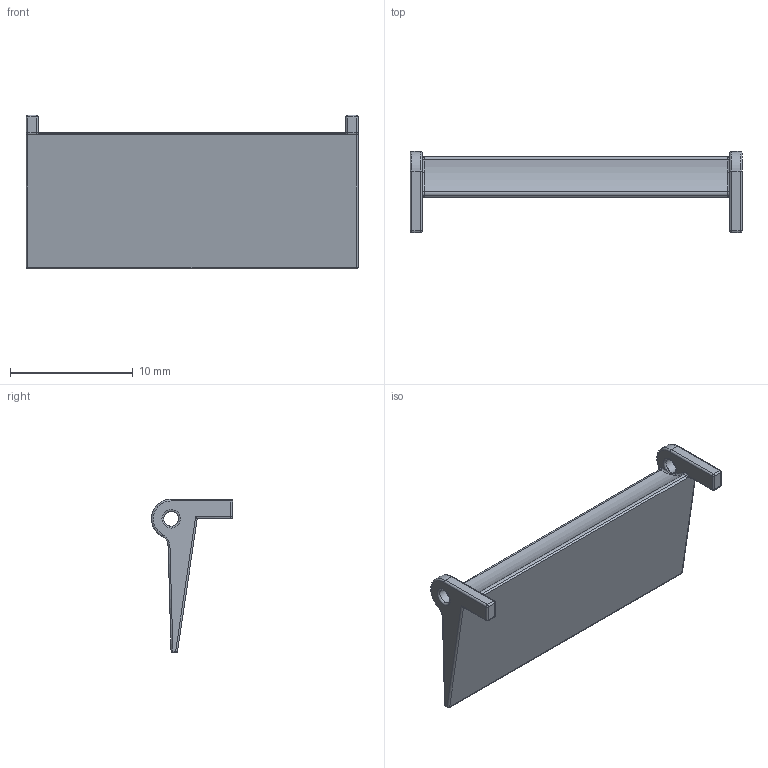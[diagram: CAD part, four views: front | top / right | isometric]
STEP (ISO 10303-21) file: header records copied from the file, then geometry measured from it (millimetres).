
FILE_DESCRIPTION((''),'2;1');
FILE_NAME('GZT4-0035.stp','2015-08-04T11:21:40',('CAD Station'),(''),'Autodesk Inventor 2013','Autodesk Inventor 2013','');
FILE_SCHEMA(('CONFIG_CONTROL_DESIGN'));
Length unit declared in the file: millimetre
Products named in the file (1): GZT4-0035
Bounding box: 27 x 6.6 x 12.5 mm (x, y, z)
Volume: 449.4 mm3; surface area: 779.4 mm2
Topology: 1 solids, 1 shells, 81 faces, 179 edges, 96 vertices
Faces by surface type: cylinder 33, torus 16, plane 14, sphere 12, bspline 6
Full cylindrical faces by diameter (mm): 1.2 x2
Entity records: 2579 total; most frequent: CARTESIAN_POINT 699, DIRECTION 411, ORIENTED_EDGE 342, AXIS2_PLACEMENT_3D 174, EDGE_CURVE 171, VERTEX_POINT 94, CIRCLE 92, EDGE_LOOP 87
